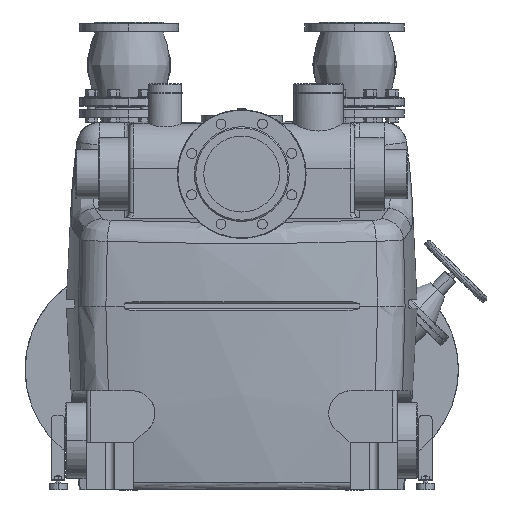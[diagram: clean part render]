
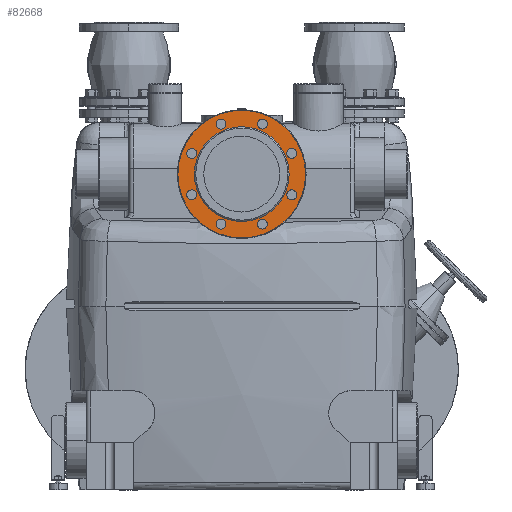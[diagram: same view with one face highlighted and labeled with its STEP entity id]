
A CAD part, left-side view. The second image highlights one B-rep face of the part: STEP entity #82668.
In plain terms, the highlighted free-form (B-spline) face has degree [1, 1] with [2, 2] control points.
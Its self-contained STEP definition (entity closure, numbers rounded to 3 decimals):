
#81042=CARTESIAN_POINT('',(-147.,105.,700.0));
#81043=VERTEX_POINT('',#81042);
#81059=CARTESIAN_POINT('',(-147.0,-105.,700.0));
#81060=VERTEX_POINT('',#81059);
#81067=CARTESIAN_POINT('',(-147.,0.,700.0));
#81068=DIRECTION('',(1.0,0.0,0.0));
#81069=DIRECTION('',(0.0,1.0,0.0));
#81070=AXIS2_PLACEMENT_3D('',#81067,#81068,#81069);
#81071=CIRCLE('',#81070,105.0);
#81072=EDGE_CURVE('',#81043,#81060,#81071,.T.);
#81130=CARTESIAN_POINT('',(-147.,0.,558.5));
#81131=VERTEX_POINT('',#81130);
#81141=CARTESIAN_POINT('',(-147.,141.5,700.0));
#81142=VERTEX_POINT('',#81141);
#81143=CARTESIAN_POINT('',(-147.,0.,700.0));
#81144=DIRECTION('',(1.0,0.0,0.0));
#81145=DIRECTION('',(0.0,1.0,0.0));
#81146=AXIS2_PLACEMENT_3D('',#81143,#81144,#81145);
#81147=CIRCLE('',#81146,141.5);
#81148=EDGE_CURVE('',#81131,#81142,#81147,.T.);
#81150=CARTESIAN_POINT('',(-147.,0.,841.5));
#81151=VERTEX_POINT('',#81150);
#81152=CARTESIAN_POINT('',(-147.,0.,700.0));
#81153=DIRECTION('',(1.0,0.0,0.0));
#81154=DIRECTION('',(0.0,1.0,0.0));
#81155=AXIS2_PLACEMENT_3D('',#81152,#81153,#81154);
#81156=CIRCLE('',#81155,141.5);
#81157=EDGE_CURVE('',#81142,#81151,#81156,.T.);
#81447=CARTESIAN_POINT('',(-147.,45.922,600.134));
#81448=VERTEX_POINT('',#81447);
#81457=CARTESIAN_POINT('',(-147.,45.922,578.134));
#81458=VERTEX_POINT('',#81457);
#81459=CARTESIAN_POINT('',(-147.,45.922,589.134));
#81460=DIRECTION('',(-1.0,0.0,0.0));
#81461=DIRECTION('',(0.0,0.0,1.0));
#81462=AXIS2_PLACEMENT_3D('',#81459,#81460,#81461);
#81463=CIRCLE('',#81462,11.0);
#81464=EDGE_CURVE('',#81448,#81458,#81463,.T.);
#81510=CARTESIAN_POINT('',(-147.,103.087,661.856));
#81511=VERTEX_POINT('',#81510);
#81520=CARTESIAN_POINT('',(-147.,118.644,646.3));
#81521=VERTEX_POINT('',#81520);
#81522=CARTESIAN_POINT('',(-147.,110.866,654.078));
#81523=DIRECTION('',(-1.0,0.0,0.0));
#81524=DIRECTION('',(0.0,-0.707,0.707));
#81525=AXIS2_PLACEMENT_3D('',#81522,#81523,#81524);
#81526=CIRCLE('',#81525,11.);
#81527=EDGE_CURVE('',#81511,#81521,#81526,.T.);
#81573=CARTESIAN_POINT('',(-147.,99.866,745.922));
#81574=VERTEX_POINT('',#81573);
#81583=CARTESIAN_POINT('',(-147.,121.866,745.922));
#81584=VERTEX_POINT('',#81583);
#81585=CARTESIAN_POINT('',(-147.,110.866,745.922));
#81586=DIRECTION('',(-1.0,0.0,0.0));
#81587=DIRECTION('',(0.0,-1.0,0.0));
#81588=AXIS2_PLACEMENT_3D('',#81585,#81586,#81587);
#81589=CIRCLE('',#81588,11.0);
#81590=EDGE_CURVE('',#81574,#81584,#81589,.T.);
#81636=CARTESIAN_POINT('',(-147.,38.144,803.087));
#81637=VERTEX_POINT('',#81636);
#81646=CARTESIAN_POINT('',(-147.,53.7,818.644));
#81647=VERTEX_POINT('',#81646);
#81648=CARTESIAN_POINT('',(-147.,45.922,810.866));
#81649=DIRECTION('',(-1.0,0.0,0.0));
#81650=DIRECTION('',(0.0,-0.707,-0.707));
#81651=AXIS2_PLACEMENT_3D('',#81648,#81649,#81650);
#81652=CIRCLE('',#81651,11.);
#81653=EDGE_CURVE('',#81637,#81647,#81652,.T.);
#81699=CARTESIAN_POINT('',(-147.,-45.922,799.866));
#81700=VERTEX_POINT('',#81699);
#81709=CARTESIAN_POINT('',(-147.,-45.922,821.866));
#81710=VERTEX_POINT('',#81709);
#81711=CARTESIAN_POINT('',(-147.,-45.922,810.866));
#81712=DIRECTION('',(-1.0,0.0,0.0));
#81713=DIRECTION('',(0.0,0.0,-1.0));
#81714=AXIS2_PLACEMENT_3D('',#81711,#81712,#81713);
#81715=CIRCLE('',#81714,11.0);
#81716=EDGE_CURVE('',#81700,#81710,#81715,.T.);
#81762=CARTESIAN_POINT('',(-147.,-103.087,738.144));
#81763=VERTEX_POINT('',#81762);
#81772=CARTESIAN_POINT('',(-147.,-118.644,753.7));
#81773=VERTEX_POINT('',#81772);
#81774=CARTESIAN_POINT('',(-147.,-110.866,745.922));
#81775=DIRECTION('',(-1.0,0.0,0.0));
#81776=DIRECTION('',(0.0,0.707,-0.707));
#81777=AXIS2_PLACEMENT_3D('',#81774,#81775,#81776);
#81778=CIRCLE('',#81777,11.);
#81779=EDGE_CURVE('',#81763,#81773,#81778,.T.);
#81825=CARTESIAN_POINT('',(-147.,-99.866,654.078));
#81826=VERTEX_POINT('',#81825);
#81835=CARTESIAN_POINT('',(-147.,-121.866,654.078));
#81836=VERTEX_POINT('',#81835);
#81837=CARTESIAN_POINT('',(-147.,-110.866,654.078));
#81838=DIRECTION('',(-1.0,0.0,0.0));
#81839=DIRECTION('',(0.0,1.0,0.0));
#81840=AXIS2_PLACEMENT_3D('',#81837,#81838,#81839);
#81841=CIRCLE('',#81840,11.0);
#81842=EDGE_CURVE('',#81826,#81836,#81841,.T.);
#81888=CARTESIAN_POINT('',(-147.,-38.144,596.913));
#81889=VERTEX_POINT('',#81888);
#81898=CARTESIAN_POINT('',(-147.,-53.7,581.356));
#81899=VERTEX_POINT('',#81898);
#81900=CARTESIAN_POINT('',(-147.,-45.922,589.134));
#81901=DIRECTION('',(-1.,0.0,0.0));
#81902=DIRECTION('',(0.0,0.707,0.707));
#81903=AXIS2_PLACEMENT_3D('',#81900,#81901,#81902);
#81904=CIRCLE('',#81903,11.0);
#81905=EDGE_CURVE('',#81889,#81899,#81904,.T.);
#81960=CARTESIAN_POINT('',(-147.,-45.922,589.134));
#81961=DIRECTION('',(-1.,0.0,0.0));
#81962=DIRECTION('',(0.0,0.707,0.707));
#81963=AXIS2_PLACEMENT_3D('',#81960,#81961,#81962);
#81964=CIRCLE('',#81963,11.0);
#81965=EDGE_CURVE('',#81899,#81889,#81964,.T.);
#82015=CARTESIAN_POINT('',(-147.,-110.866,654.078));
#82016=DIRECTION('',(-1.0,0.0,0.0));
#82017=DIRECTION('',(0.0,1.0,0.0));
#82018=AXIS2_PLACEMENT_3D('',#82015,#82016,#82017);
#82019=CIRCLE('',#82018,11.0);
#82020=EDGE_CURVE('',#81836,#81826,#82019,.T.);
#82070=CARTESIAN_POINT('',(-147.,-110.866,745.922));
#82071=DIRECTION('',(-1.0,0.0,0.0));
#82072=DIRECTION('',(0.0,0.707,-0.707));
#82073=AXIS2_PLACEMENT_3D('',#82070,#82071,#82072);
#82074=CIRCLE('',#82073,11.);
#82075=EDGE_CURVE('',#81773,#81763,#82074,.T.);
#82125=CARTESIAN_POINT('',(-147.,-45.922,810.866));
#82126=DIRECTION('',(-1.0,0.0,0.0));
#82127=DIRECTION('',(0.0,0.0,-1.0));
#82128=AXIS2_PLACEMENT_3D('',#82125,#82126,#82127);
#82129=CIRCLE('',#82128,11.0);
#82130=EDGE_CURVE('',#81710,#81700,#82129,.T.);
#82180=CARTESIAN_POINT('',(-147.,45.922,810.866));
#82181=DIRECTION('',(-1.0,0.0,0.0));
#82182=DIRECTION('',(0.0,-0.707,-0.707));
#82183=AXIS2_PLACEMENT_3D('',#82180,#82181,#82182);
#82184=CIRCLE('',#82183,11.);
#82185=EDGE_CURVE('',#81647,#81637,#82184,.T.);
#82235=CARTESIAN_POINT('',(-147.,110.866,745.922));
#82236=DIRECTION('',(-1.0,0.0,0.0));
#82237=DIRECTION('',(0.0,-1.0,0.0));
#82238=AXIS2_PLACEMENT_3D('',#82235,#82236,#82237);
#82239=CIRCLE('',#82238,11.0);
#82240=EDGE_CURVE('',#81584,#81574,#82239,.T.);
#82290=CARTESIAN_POINT('',(-147.,110.866,654.078));
#82291=DIRECTION('',(-1.0,0.0,0.0));
#82292=DIRECTION('',(0.0,-0.707,0.707));
#82293=AXIS2_PLACEMENT_3D('',#82290,#82291,#82292);
#82294=CIRCLE('',#82293,11.);
#82295=EDGE_CURVE('',#81521,#81511,#82294,.T.);
#82345=CARTESIAN_POINT('',(-147.,45.922,589.134));
#82346=DIRECTION('',(-1.0,0.0,0.0));
#82347=DIRECTION('',(0.0,0.0,1.0));
#82348=AXIS2_PLACEMENT_3D('',#82345,#82346,#82347);
#82349=CIRCLE('',#82348,11.0);
#82350=EDGE_CURVE('',#81458,#81448,#82349,.T.);
#82606=CARTESIAN_POINT('',(-147.,0.,700.0));
#82607=DIRECTION('',(1.0,0.0,0.0));
#82608=DIRECTION('',(0.0,1.0,0.0));
#82609=AXIS2_PLACEMENT_3D('',#82606,#82607,#82608);
#82610=CIRCLE('',#82609,141.5);
#82611=EDGE_CURVE('',#81151,#81131,#82610,.T.);
#82616=CARTESIAN_POINT('',(-147.,141.5,841.5));
#82617=CARTESIAN_POINT('',(-147.,141.5,558.5));
#82618=CARTESIAN_POINT('',(-147.0,-141.5,841.5));
#82619=CARTESIAN_POINT('',(-147.0,-141.5,558.5));
#82620=B_SPLINE_SURFACE_WITH_KNOTS('',1,1,((#82616,#82618),(#82617,#82619)),.UNSPECIFIED.,.F.,.F.,.U.,(2,2),(2,2),(0.0,283.0),(0.0,283.0),.UNSPECIFIED.);
#82621=ORIENTED_EDGE('',*,*,#81157,.F.);
#82622=ORIENTED_EDGE('',*,*,#81148,.F.);
#82623=ORIENTED_EDGE('',*,*,#82611,.F.);
#82624=EDGE_LOOP('',(#82621,#82622,#82623));
#82625=FACE_OUTER_BOUND('',#82624,.T.);
#82626=ORIENTED_EDGE('',*,*,#81965,.F.);
#82627=ORIENTED_EDGE('',*,*,#81905,.F.);
#82628=EDGE_LOOP('',(#82626,#82627));
#82629=FACE_BOUND('',#82628,.T.);
#82630=ORIENTED_EDGE('',*,*,#82020,.F.);
#82631=ORIENTED_EDGE('',*,*,#81842,.F.);
#82632=EDGE_LOOP('',(#82630,#82631));
#82633=FACE_BOUND('',#82632,.T.);
#82634=ORIENTED_EDGE('',*,*,#82075,.F.);
#82635=ORIENTED_EDGE('',*,*,#81779,.F.);
#82636=EDGE_LOOP('',(#82634,#82635));
#82637=FACE_BOUND('',#82636,.T.);
#82638=ORIENTED_EDGE('',*,*,#82130,.F.);
#82639=ORIENTED_EDGE('',*,*,#81716,.F.);
#82640=EDGE_LOOP('',(#82638,#82639));
#82641=FACE_BOUND('',#82640,.T.);
#82642=ORIENTED_EDGE('',*,*,#82185,.F.);
#82643=ORIENTED_EDGE('',*,*,#81653,.F.);
#82644=EDGE_LOOP('',(#82642,#82643));
#82645=FACE_BOUND('',#82644,.T.);
#82646=ORIENTED_EDGE('',*,*,#82240,.F.);
#82647=ORIENTED_EDGE('',*,*,#81590,.F.);
#82648=EDGE_LOOP('',(#82646,#82647));
#82649=FACE_BOUND('',#82648,.T.);
#82650=ORIENTED_EDGE('',*,*,#82295,.F.);
#82651=ORIENTED_EDGE('',*,*,#81527,.F.);
#82652=EDGE_LOOP('',(#82650,#82651));
#82653=FACE_BOUND('',#82652,.T.);
#82654=ORIENTED_EDGE('',*,*,#82350,.F.);
#82655=ORIENTED_EDGE('',*,*,#81464,.F.);
#82656=EDGE_LOOP('',(#82654,#82655));
#82657=FACE_BOUND('',#82656,.T.);
#82658=ORIENTED_EDGE('',*,*,#81072,.T.);
#82659=CARTESIAN_POINT('',(-147.,0.,700.0));
#82660=DIRECTION('',(1.0,0.0,0.0));
#82661=DIRECTION('',(0.0,1.0,0.0));
#82662=AXIS2_PLACEMENT_3D('',#82659,#82660,#82661);
#82663=CIRCLE('',#82662,105.0);
#82664=EDGE_CURVE('',#81060,#81043,#82663,.T.);
#82665=ORIENTED_EDGE('',*,*,#82664,.T.);
#82666=EDGE_LOOP('',(#82658,#82665));
#82667=FACE_BOUND('',#82666,.T.);
#82668=ADVANCED_FACE('',(#82625,#82629,#82633,#82637,#82641,#82645,#82649,#82653,#82657,#82667),#82620,.T.);
